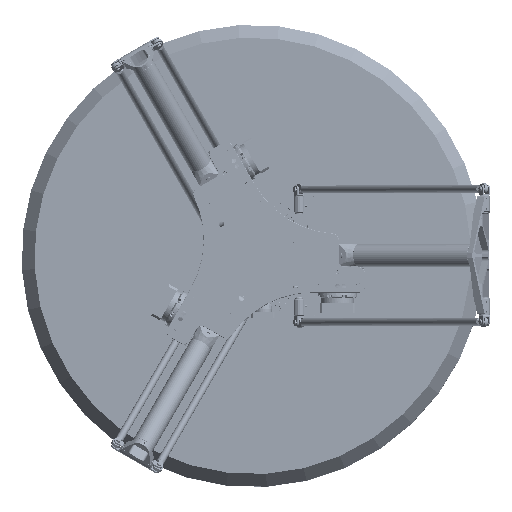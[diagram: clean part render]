
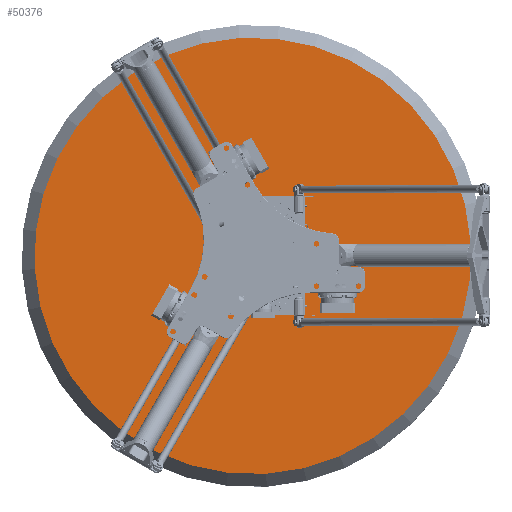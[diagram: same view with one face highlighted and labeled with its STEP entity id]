
A CAD part, top view. The second image highlights one B-rep face of the part: STEP entity #50376.
In plain terms, the highlighted face is planar.
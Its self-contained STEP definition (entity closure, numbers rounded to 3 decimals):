
#9441=PLANE('',#56365);
#16168=FACE_OUTER_BOUND('',#20524,.T.);
#20524=EDGE_LOOP('',(#46890));
#22985=CIRCLE('',#56364,850.);
#27502=VERTEX_POINT('',#103239);
#33964=EDGE_CURVE('',#27502,#27502,#22985,.T.);
#46890=ORIENTED_EDGE('',*,*,#33964,.T.);
#50376=ADVANCED_FACE('',(#16168),#9441,.T.);
#56364=AXIS2_PLACEMENT_3D('',#103240,#71003,#71004);
#56365=AXIS2_PLACEMENT_3D('',#103241,#71005,#71006);
#71003=DIRECTION('center_axis',(0.,0.,-1.));
#71004=DIRECTION('ref_axis',(0.,-1.,0.));
#71005=DIRECTION('center_axis',(0.,0.,-1.));
#71006=DIRECTION('ref_axis',(-1.,0.,0.));
#103239=CARTESIAN_POINT('',(0.,-850.,-200.));
#103240=CARTESIAN_POINT('Origin',(0.,0.,-200.));
#103241=CARTESIAN_POINT('Origin',(0.,-450.,-200.));
